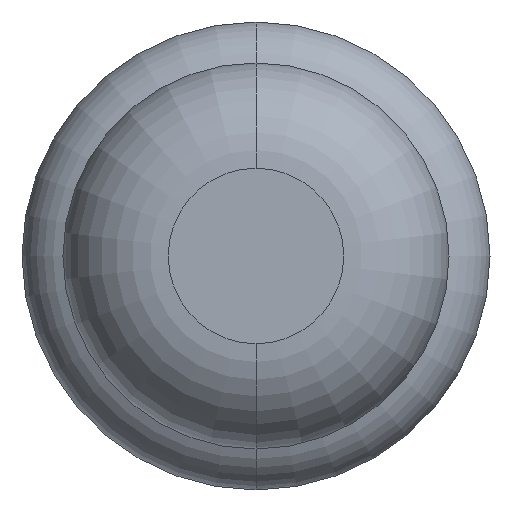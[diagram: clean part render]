
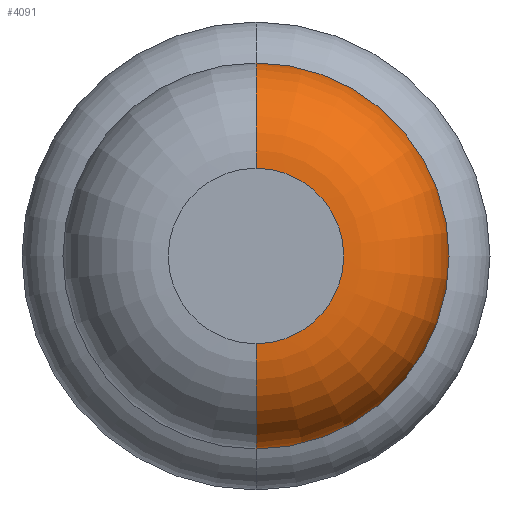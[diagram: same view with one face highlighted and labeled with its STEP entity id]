
A CAD part, front view. The second image highlights one B-rep face of the part: STEP entity #4091.
In plain terms, the highlighted toroidal (fillet/blend) face has major radius 0.375 mm and minor radius 0.45 mm.
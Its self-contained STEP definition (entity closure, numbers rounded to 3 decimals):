
#5 = CIRCLE ( 'NONE', #2098, 0.45 ) ;
#13 = CARTESIAN_POINT ( 'NONE',  ( 0., -26.95, 0.825 ) ) ;
#91 = DIRECTION ( 'NONE',  ( 0., 0., 1. ) ) ;
#96 = CIRCLE ( 'NONE', #210, 0.45 ) ;
#134 = EDGE_LOOP ( 'NONE', ( #3967, #4373, #271, #3786 ) ) ;
#210 = AXIS2_PLACEMENT_3D ( 'NONE', #1140, #3133, #406 ) ;
#271 = ORIENTED_EDGE ( 'NONE', *, *, #1769, .F. ) ;
#296 = VERTEX_POINT ( 'NONE', #1902 ) ;
#364 = CARTESIAN_POINT ( 'NONE',  ( 0., -26.95, -0.825 ) ) ;
#406 = DIRECTION ( 'NONE',  ( 0., 0., -1. ) ) ;
#475 = CIRCLE ( 'NONE', #3689, 0.825 ) ;
#508 = DIRECTION ( 'NONE',  ( 0., 0., 1. ) ) ;
#570 = CARTESIAN_POINT ( 'NONE',  ( 0., -26.95, 0. ) ) ;
#589 = DIRECTION ( 'NONE',  ( 0., 0., 1. ) ) ;
#618 = CARTESIAN_POINT ( 'NONE',  ( 0., -27.4, 0. ) ) ;
#962 = DIRECTION ( 'NONE',  ( 0., 1., 0. ) ) ;
#976 = EDGE_CURVE ( 'NONE', #296, #2639, #96, .T. ) ;
#1120 = CARTESIAN_POINT ( 'NONE',  ( 0., -26.95, 0. ) ) ;
#1140 = CARTESIAN_POINT ( 'NONE',  ( 0., -26.95, -0.375 ) ) ;
#1228 = CIRCLE ( 'NONE', #3011, 0.375 ) ;
#1515 = EDGE_CURVE ( 'Defeature ausgef�hrt1_5+Defeature ausgef�hrt1_4+Defeature ausgef�hrt1_4+Defeature ausgef�hrt1_4', #3206, #296, #1228, .T. ) ;
#1769 = EDGE_CURVE ( 'Defeature ausgef�hrt1_6+Defeature ausgef�hrt1_5+Defeature ausgef�hrt1_5+Defeature ausgef�hrt1_5', #4332, #2639, #475, .T. ) ;
#1902 = CARTESIAN_POINT ( 'NONE',  ( 0., -27.4, -0.375 ) ) ;
#2098 = AXIS2_PLACEMENT_3D ( 'NONE', #3486, #2823, #508 ) ;
#2129 = DIRECTION ( 'NONE',  ( 0., 1., 0. ) ) ;
#2140 = FACE_OUTER_BOUND ( 'NONE', #134, .T. ) ;
#2558 = DIRECTION ( 'NONE',  ( 0., 1., 0. ) ) ;
#2639 = VERTEX_POINT ( 'NONE', #364 ) ;
#2823 = DIRECTION ( 'NONE',  ( -1., 0., 0. ) ) ;
#2832 = EDGE_CURVE ( 'NONE', #3206, #4332, #5, .T. ) ;
#2974 = DIRECTION ( 'NONE',  ( 0., 0., 1. ) ) ;
#3011 = AXIS2_PLACEMENT_3D ( 'NONE', #618, #962, #2974 ) ;
#3133 = DIRECTION ( 'NONE',  ( 1., 0., 0. ) ) ;
#3206 = VERTEX_POINT ( 'NONE', #3889 ) ;
#3486 = CARTESIAN_POINT ( 'NONE',  ( 0., -26.95, 0.375 ) ) ;
#3689 = AXIS2_PLACEMENT_3D ( 'NONE', #1120, #2129, #91 ) ;
#3786 = ORIENTED_EDGE ( 'NONE', *, *, #2832, .F. ) ;
#3889 = CARTESIAN_POINT ( 'NONE',  ( 0., -27.4, 0.375 ) ) ;
#3967 = ORIENTED_EDGE ( 'NONE', *, *, #1515, .T. ) ;
#4091 = ADVANCED_FACE ( 'Defeature ausgef�hrt1_5', ( #2140 ), #4301, .T. ) ;
#4252 = AXIS2_PLACEMENT_3D ( 'NONE', #570, #2558, #589 ) ;
#4301 = TOROIDAL_SURFACE ( 'NONE', #4252, 0.375, 0.45 ) ;
#4332 = VERTEX_POINT ( 'NONE', #13 ) ;
#4373 = ORIENTED_EDGE ( 'NONE', *, *, #976, .T. ) ;
